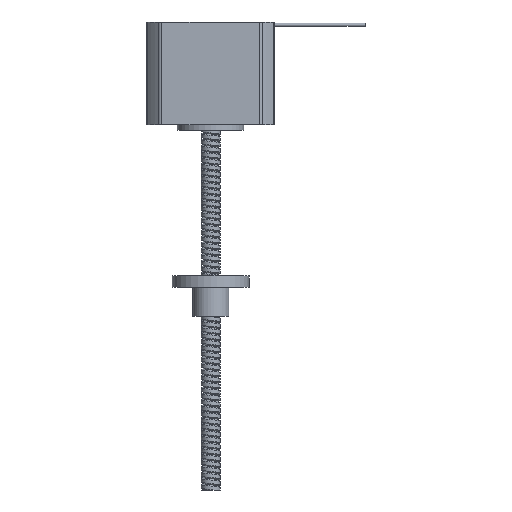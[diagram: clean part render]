
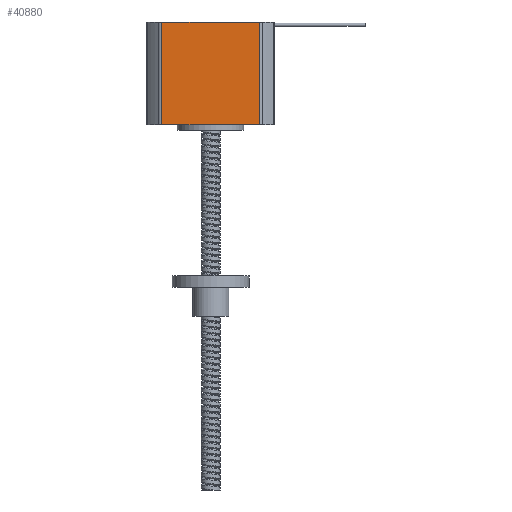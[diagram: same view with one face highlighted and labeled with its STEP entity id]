
A CAD part, front view. The second image highlights one B-rep face of the part: STEP entity #40880.
In plain terms, the highlighted planar face has unit normal (0, -1, 0).
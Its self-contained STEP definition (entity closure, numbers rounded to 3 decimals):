
#23827 = PLANE('',#23828);
#23828 = AXIS2_PLACEMENT_3D('',#23829,#23830,#23831);
#23829 = CARTESIAN_POINT('',(0.,0.,35.8));
#23830 = DIRECTION('',(0.,0.,1.));
#23831 = DIRECTION('',(1.,0.,0.));
#24971 = PLANE('',#24972);
#24972 = AXIS2_PLACEMENT_3D('',#24973,#24974,#24975);
#24973 = CARTESIAN_POINT('',(0.,0.,1.8));
#24974 = DIRECTION('',(0.,0.,1.));
#24975 = DIRECTION('',(1.,0.,0.));
#40474 = VERTEX_POINT('',#40475);
#40475 = CARTESIAN_POINT('',(16.155,-21.1,1.8));
#40490 = CYLINDRICAL_SURFACE('',#40491,1.5);
#40491 = AXIS2_PLACEMENT_3D('',#40492,#40493,#40494);
#40492 = CARTESIAN_POINT('',(16.155,-19.6,35.8));
#40493 = DIRECTION('',(0.,0.,-1.));
#40494 = DIRECTION('',(-1.,0.,0.));
#40524 = EDGE_CURVE('',#40525,#40474,#40527,.T.);
#40525 = VERTEX_POINT('',#40526);
#40526 = CARTESIAN_POINT('',(-16.155,-21.1,1.8));
#40527 = SURFACE_CURVE('',#40528,(#40532,#40539),.PCURVE_S1.);
#40528 = LINE('',#40529,#40530);
#40529 = CARTESIAN_POINT('',(-16.155,-21.1,1.8));
#40530 = VECTOR('',#40531,1.);
#40531 = DIRECTION('',(1.,0.,0.));
#40532 = PCURVE('',#24971,#40533);
#40533 = DEFINITIONAL_REPRESENTATION('',(#40534),#40538);
#40534 = LINE('',#40535,#40536);
#40535 = CARTESIAN_POINT('',(-16.155,-21.1));
#40536 = VECTOR('',#40537,1.);
#40537 = DIRECTION('',(1.,0.));
#40538 = ( GEOMETRIC_REPRESENTATION_CONTEXT(2) 
PARAMETRIC_REPRESENTATION_CONTEXT() REPRESENTATION_CONTEXT('2D SPACE',''
  ) );
#40539 = PCURVE('',#40540,#40545);
#40540 = PLANE('',#40541);
#40541 = AXIS2_PLACEMENT_3D('',#40542,#40543,#40544);
#40542 = CARTESIAN_POINT('',(-16.155,-21.1,35.8));
#40543 = DIRECTION('',(0.,1.,0.));
#40544 = DIRECTION('',(0.,0.,1.));
#40545 = DEFINITIONAL_REPRESENTATION('',(#40546),#40550);
#40546 = LINE('',#40547,#40548);
#40547 = CARTESIAN_POINT('',(-34.,0.));
#40548 = VECTOR('',#40549,1.);
#40549 = DIRECTION('',(0.,1.));
#40550 = ( GEOMETRIC_REPRESENTATION_CONTEXT(2) 
PARAMETRIC_REPRESENTATION_CONTEXT() REPRESENTATION_CONTEXT('2D SPACE',''
  ) );
#40567 = CYLINDRICAL_SURFACE('',#40568,1.5);
#40568 = AXIS2_PLACEMENT_3D('',#40569,#40570,#40571);
#40569 = CARTESIAN_POINT('',(-16.155,-19.6,35.8));
#40570 = DIRECTION('',(0.,0.,-1.));
#40571 = DIRECTION('',(-1.,0.,0.));
#40791 = EDGE_CURVE('',#40792,#40525,#40794,.T.);
#40792 = VERTEX_POINT('',#40793);
#40793 = CARTESIAN_POINT('',(-16.155,-21.1,35.8));
#40794 = SURFACE_CURVE('',#40795,(#40799,#40828),.PCURVE_S1.);
#40795 = LINE('',#40796,#40797);
#40796 = CARTESIAN_POINT('',(-16.155,-21.1,35.8));
#40797 = VECTOR('',#40798,1.);
#40798 = DIRECTION('',(0.,0.,-1.));
#40799 = PCURVE('',#40567,#40800);
#40800 = DEFINITIONAL_REPRESENTATION('',(#40801),#40827);
#40801 = B_SPLINE_CURVE_WITH_KNOTS('',3,(#40802,#40803,#40804,#40805,
    #40806,#40807,#40808,#40809,#40810,#40811,#40812,#40813,#40814,
    #40815,#40816,#40817,#40818,#40819,#40820,#40821,#40822,#40823,
    #40824,#40825,#40826),.UNSPECIFIED.,.F.,.F.,(4,1,1,1,1,1,1,1,1,1,1,1
    ,1,1,1,1,1,1,1,1,1,1,4),(0.,1.545,3.091,
    4.636,6.182,7.727,9.273,
    10.818,12.364,13.909,15.455,17.,
    18.545,20.091,21.636,23.182,
    24.727,26.273,27.818,29.364,
    30.909,32.455,34.),.QUASI_UNIFORM_KNOTS.);
#40802 = CARTESIAN_POINT('',(4.712,0.));
#40803 = CARTESIAN_POINT('',(4.712,0.515));
#40804 = CARTESIAN_POINT('',(4.712,1.545));
#40805 = CARTESIAN_POINT('',(4.712,3.091));
#40806 = CARTESIAN_POINT('',(4.712,4.636));
#40807 = CARTESIAN_POINT('',(4.712,6.182));
#40808 = CARTESIAN_POINT('',(4.712,7.727));
#40809 = CARTESIAN_POINT('',(4.712,9.273));
#40810 = CARTESIAN_POINT('',(4.712,10.818));
#40811 = CARTESIAN_POINT('',(4.712,12.364));
#40812 = CARTESIAN_POINT('',(4.712,13.909));
#40813 = CARTESIAN_POINT('',(4.712,15.455));
#40814 = CARTESIAN_POINT('',(4.712,17.));
#40815 = CARTESIAN_POINT('',(4.712,18.545));
#40816 = CARTESIAN_POINT('',(4.712,20.091));
#40817 = CARTESIAN_POINT('',(4.712,21.636));
#40818 = CARTESIAN_POINT('',(4.712,23.182));
#40819 = CARTESIAN_POINT('',(4.712,24.727));
#40820 = CARTESIAN_POINT('',(4.712,26.273));
#40821 = CARTESIAN_POINT('',(4.712,27.818));
#40822 = CARTESIAN_POINT('',(4.712,29.364));
#40823 = CARTESIAN_POINT('',(4.712,30.909));
#40824 = CARTESIAN_POINT('',(4.712,32.455));
#40825 = CARTESIAN_POINT('',(4.712,33.485));
#40826 = CARTESIAN_POINT('',(4.712,34.));
#40827 = ( GEOMETRIC_REPRESENTATION_CONTEXT(2) 
PARAMETRIC_REPRESENTATION_CONTEXT() REPRESENTATION_CONTEXT('2D SPACE',''
  ) );
#40828 = PCURVE('',#40540,#40829);
#40829 = DEFINITIONAL_REPRESENTATION('',(#40830),#40834);
#40830 = LINE('',#40831,#40832);
#40831 = CARTESIAN_POINT('',(0.,0.));
#40832 = VECTOR('',#40833,1.);
#40833 = DIRECTION('',(-1.,0.));
#40834 = ( GEOMETRIC_REPRESENTATION_CONTEXT(2) 
PARAMETRIC_REPRESENTATION_CONTEXT() REPRESENTATION_CONTEXT('2D SPACE',''
  ) );
#40880 = ADVANCED_FACE('',(#40881),#40540,.F.);
#40881 = FACE_BOUND('',#40882,.T.);
#40882 = EDGE_LOOP('',(#40883,#40884,#40929,#40950));
#40883 = ORIENTED_EDGE('',*,*,#40524,.T.);
#40884 = ORIENTED_EDGE('',*,*,#40885,.F.);
#40885 = EDGE_CURVE('',#40886,#40474,#40888,.T.);
#40886 = VERTEX_POINT('',#40887);
#40887 = CARTESIAN_POINT('',(16.155,-21.1,35.8));
#40888 = SURFACE_CURVE('',#40889,(#40893,#40900),.PCURVE_S1.);
#40889 = LINE('',#40890,#40891);
#40890 = CARTESIAN_POINT('',(16.155,-21.1,35.8));
#40891 = VECTOR('',#40892,1.);
#40892 = DIRECTION('',(0.,0.,-1.));
#40893 = PCURVE('',#40540,#40894);
#40894 = DEFINITIONAL_REPRESENTATION('',(#40895),#40899);
#40895 = LINE('',#40896,#40897);
#40896 = CARTESIAN_POINT('',(0.,32.311));
#40897 = VECTOR('',#40898,1.);
#40898 = DIRECTION('',(-1.,0.));
#40899 = ( GEOMETRIC_REPRESENTATION_CONTEXT(2) 
PARAMETRIC_REPRESENTATION_CONTEXT() REPRESENTATION_CONTEXT('2D SPACE',''
  ) );
#40900 = PCURVE('',#40490,#40901);
#40901 = DEFINITIONAL_REPRESENTATION('',(#40902),#40928);
#40902 = B_SPLINE_CURVE_WITH_KNOTS('',3,(#40903,#40904,#40905,#40906,
    #40907,#40908,#40909,#40910,#40911,#40912,#40913,#40914,#40915,
    #40916,#40917,#40918,#40919,#40920,#40921,#40922,#40923,#40924,
    #40925,#40926,#40927),.UNSPECIFIED.,.F.,.F.,(4,1,1,1,1,1,1,1,1,1,1,1
    ,1,1,1,1,1,1,1,1,1,1,4),(0.,1.545,3.091,
    4.636,6.182,7.727,9.273,
    10.818,12.364,13.909,15.455,17.,
    18.545,20.091,21.636,23.182,
    24.727,26.273,27.818,29.364,
    30.909,32.455,34.),.QUASI_UNIFORM_KNOTS.);
#40903 = CARTESIAN_POINT('',(4.712,0.));
#40904 = CARTESIAN_POINT('',(4.712,0.515));
#40905 = CARTESIAN_POINT('',(4.712,1.545));
#40906 = CARTESIAN_POINT('',(4.712,3.091));
#40907 = CARTESIAN_POINT('',(4.712,4.636));
#40908 = CARTESIAN_POINT('',(4.712,6.182));
#40909 = CARTESIAN_POINT('',(4.712,7.727));
#40910 = CARTESIAN_POINT('',(4.712,9.273));
#40911 = CARTESIAN_POINT('',(4.712,10.818));
#40912 = CARTESIAN_POINT('',(4.712,12.364));
#40913 = CARTESIAN_POINT('',(4.712,13.909));
#40914 = CARTESIAN_POINT('',(4.712,15.455));
#40915 = CARTESIAN_POINT('',(4.712,17.));
#40916 = CARTESIAN_POINT('',(4.712,18.545));
#40917 = CARTESIAN_POINT('',(4.712,20.091));
#40918 = CARTESIAN_POINT('',(4.712,21.636));
#40919 = CARTESIAN_POINT('',(4.712,23.182));
#40920 = CARTESIAN_POINT('',(4.712,24.727));
#40921 = CARTESIAN_POINT('',(4.712,26.273));
#40922 = CARTESIAN_POINT('',(4.712,27.818));
#40923 = CARTESIAN_POINT('',(4.712,29.364));
#40924 = CARTESIAN_POINT('',(4.712,30.909));
#40925 = CARTESIAN_POINT('',(4.712,32.455));
#40926 = CARTESIAN_POINT('',(4.712,33.485));
#40927 = CARTESIAN_POINT('',(4.712,34.));
#40928 = ( GEOMETRIC_REPRESENTATION_CONTEXT(2) 
PARAMETRIC_REPRESENTATION_CONTEXT() REPRESENTATION_CONTEXT('2D SPACE',''
  ) );
#40929 = ORIENTED_EDGE('',*,*,#40930,.F.);
#40930 = EDGE_CURVE('',#40792,#40886,#40931,.T.);
#40931 = SURFACE_CURVE('',#40932,(#40936,#40943),.PCURVE_S1.);
#40932 = LINE('',#40933,#40934);
#40933 = CARTESIAN_POINT('',(-16.155,-21.1,35.8));
#40934 = VECTOR('',#40935,1.);
#40935 = DIRECTION('',(1.,0.,0.));
#40936 = PCURVE('',#40540,#40937);
#40937 = DEFINITIONAL_REPRESENTATION('',(#40938),#40942);
#40938 = LINE('',#40939,#40940);
#40939 = CARTESIAN_POINT('',(0.,0.));
#40940 = VECTOR('',#40941,1.);
#40941 = DIRECTION('',(0.,1.));
#40942 = ( GEOMETRIC_REPRESENTATION_CONTEXT(2) 
PARAMETRIC_REPRESENTATION_CONTEXT() REPRESENTATION_CONTEXT('2D SPACE',''
  ) );
#40943 = PCURVE('',#23827,#40944);
#40944 = DEFINITIONAL_REPRESENTATION('',(#40945),#40949);
#40945 = LINE('',#40946,#40947);
#40946 = CARTESIAN_POINT('',(-16.155,-21.1));
#40947 = VECTOR('',#40948,1.);
#40948 = DIRECTION('',(1.,0.));
#40949 = ( GEOMETRIC_REPRESENTATION_CONTEXT(2) 
PARAMETRIC_REPRESENTATION_CONTEXT() REPRESENTATION_CONTEXT('2D SPACE',''
  ) );
#40950 = ORIENTED_EDGE('',*,*,#40791,.T.);
